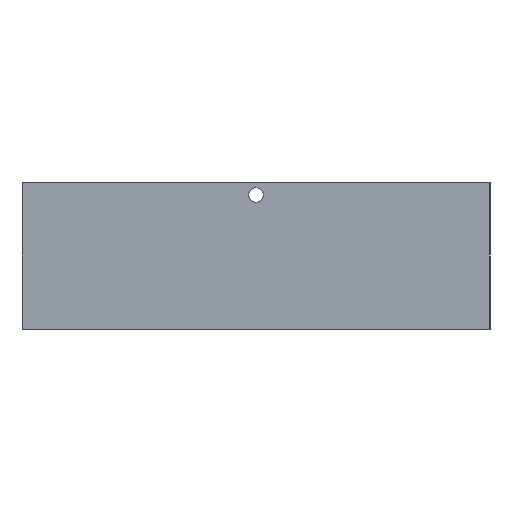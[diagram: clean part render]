
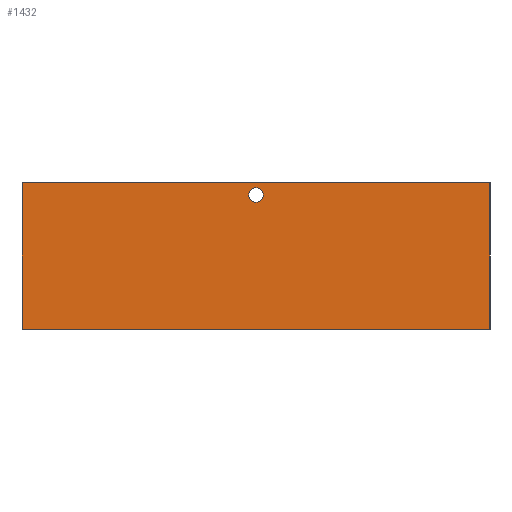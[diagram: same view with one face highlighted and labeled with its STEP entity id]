
A CAD part, left-side view. The second image highlights one B-rep face of the part: STEP entity #1432.
In plain terms, the highlighted planar face has unit normal (-1, 0, 0).
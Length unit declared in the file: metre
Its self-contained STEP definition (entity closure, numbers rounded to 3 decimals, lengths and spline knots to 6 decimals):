
#38=CIRCLE('',#1545,0.0015);
#270=ORIENTED_EDGE('',*,*,#566,.F.);
#271=ORIENTED_EDGE('',*,*,#567,.T.);
#272=ORIENTED_EDGE('',*,*,#509,.F.);
#273=ORIENTED_EDGE('',*,*,#568,.F.);
#274=ORIENTED_EDGE('',*,*,#553,.T.);
#509=EDGE_CURVE('',#667,#668,#811,.T.);
#553=EDGE_CURVE('',#708,#707,#853,.T.);
#566=EDGE_CURVE('',#718,#718,#38,.T.);
#567=EDGE_CURVE('',#707,#668,#865,.T.);
#568=EDGE_CURVE('',#708,#667,#866,.T.);
#667=VERTEX_POINT('',#2161);
#668=VERTEX_POINT('',#2162);
#707=VERTEX_POINT('',#2249);
#708=VERTEX_POINT('',#2251);
#718=VERTEX_POINT('',#2276);
#811=LINE('',#2160,#979);
#853=LINE('',#2250,#1021);
#865=LINE('',#2277,#1033);
#866=LINE('',#2278,#1034);
#979=VECTOR('',#1785,1.);
#1021=VECTOR('',#1841,1.);
#1033=VECTOR('',#1861,1.);
#1034=VECTOR('',#1862,1.);
#1144=EDGE_LOOP('',(#270));
#1145=EDGE_LOOP('',(#271,#272,#273,#274));
#1264=FACE_BOUND('',#1144,.T.);
#1265=FACE_BOUND('',#1145,.T.);
#1352=PLANE('',#1544);
#1432=ADVANCED_FACE('',(#1264,#1265),#1352,.F.);
#1544=AXIS2_PLACEMENT_3D('',#2274,#1857,#1858);
#1545=AXIS2_PLACEMENT_3D('',#2275,#1859,#1860);
#1785=DIRECTION('',(0.,0.,-1.));
#1841=DIRECTION('',(0.,0.,-1.));
#1857=DIRECTION('',(1.,0.,0.));
#1858=DIRECTION('',(0.,1.,0.));
#1859=DIRECTION('',(-1.,0.,0.));
#1860=DIRECTION('',(0.,-1.,0.));
#1861=DIRECTION('',(0.,-1.,0.));
#1862=DIRECTION('',(0.,-1.,0.));
#2160=CARTESIAN_POINT('',(-0.079836,-0.060541,0.03));
#2161=CARTESIAN_POINT('',(-0.079836,-0.060541,0.03));
#2162=CARTESIAN_POINT('',(-0.079836,-0.060541,0.));
#2249=CARTESIAN_POINT('',(-0.079836,0.035559,0.));
#2250=CARTESIAN_POINT('',(-0.079836,0.035559,0.03));
#2251=CARTESIAN_POINT('',(-0.079836,0.035559,0.03));
#2274=CARTESIAN_POINT('',(-0.079836,-0.012491,0.03));
#2275=CARTESIAN_POINT('',(-0.079836,-0.012491,0.0275));
#2276=CARTESIAN_POINT('',(-0.079836,-0.013991,0.0275));
#2277=CARTESIAN_POINT('',(-0.079836,-0.012491,0.));
#2278=CARTESIAN_POINT('',(-0.079836,-0.012491,0.03));
